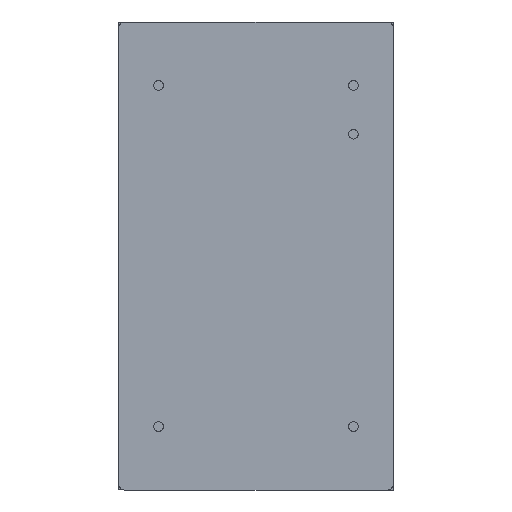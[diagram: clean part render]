
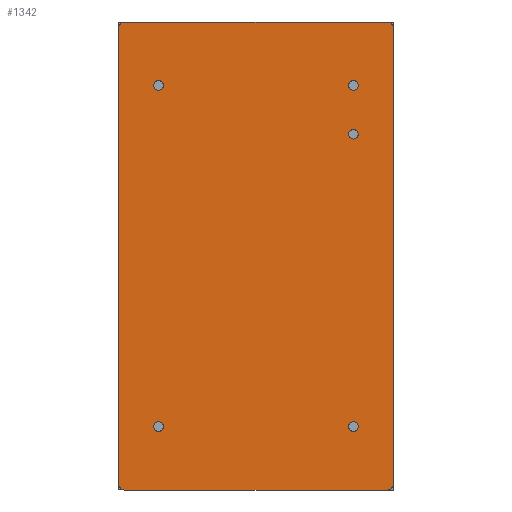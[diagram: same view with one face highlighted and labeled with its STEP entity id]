
A CAD part, front view. The second image highlights one B-rep face of the part: STEP entity #1342.
In plain terms, the highlighted planar face has unit normal (0, -1, 0).
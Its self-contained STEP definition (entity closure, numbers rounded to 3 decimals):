
#46 = DIRECTION ( 'NONE',  ( 0., 1., 0. ) ) ;
#61 = LINE ( 'NONE', #2032, #1372 ) ;
#89 = EDGE_CURVE ( 'NONE', #965, #505, #500, .T. ) ;
#96 = EDGE_CURVE ( 'NONE', #1396, #1966, #266, .T. ) ;
#98 = DIRECTION ( 'NONE',  ( 0., 1., 0. ) ) ;
#163 = DIRECTION ( 'NONE',  ( 1., 0., 0. ) ) ;
#164 = CIRCLE ( 'NONE', #382, 0.3 ) ;
#266 = LINE ( 'NONE', #2324, #2087 ) ;
#268 = AXIS2_PLACEMENT_3D ( 'NONE', #2643, #46, #465 ) ;
#299 = LINE ( 'NONE', #478, #1418 ) ;
#301 = ORIENTED_EDGE ( 'NONE', *, *, #96, .F. ) ;
#304 = CARTESIAN_POINT ( 'NONE',  ( -6.85, 0., 11.9 ) ) ;
#382 = AXIS2_PLACEMENT_3D ( 'NONE', #520, #98, #2674 ) ;
#395 = AXIS2_PLACEMENT_3D ( 'NONE', #1034, #1253, #1903 ) ;
#461 = CARTESIAN_POINT ( 'NONE',  ( 6.85, 0., 11.9 ) ) ;
#465 = DIRECTION ( 'NONE',  ( -1., 0., 0. ) ) ;
#478 = CARTESIAN_POINT ( 'NONE',  ( 7.15, 0., -12.2 ) ) ;
#500 = LINE ( 'NONE', #1905, #737 ) ;
#505 = VERTEX_POINT ( 'NONE', #1247 ) ;
#512 = ORIENTED_EDGE ( 'NONE', *, *, #89, .F. ) ;
#520 = CARTESIAN_POINT ( 'NONE',  ( 6.85, 0., -11.9 ) ) ;
#540 = ORIENTED_EDGE ( 'NONE', *, *, #2293, .F. ) ;
#571 = AXIS2_PLACEMENT_3D ( 'NONE', #461, #1127, #904 ) ;
#604 = ORIENTED_EDGE ( 'NONE', *, *, #2112, .F. ) ;
#681 = EDGE_CURVE ( 'NONE', #505, #1396, #2046, .T. ) ;
#697 = CARTESIAN_POINT ( 'NONE',  ( 6.85, 0., -12.2 ) ) ;
#699 = VERTEX_POINT ( 'NONE', #920 ) ;
#700 = DIRECTION ( 'NONE',  ( 0., 0., 1. ) ) ;
#737 = VECTOR ( 'NONE', #163, 1000. ) ;
#779 = DIRECTION ( 'NONE',  ( 0., 0., -1. ) ) ;
#789 = CARTESIAN_POINT ( 'NONE',  ( 7.15, 0., 11.9 ) ) ;
#827 = AXIS2_PLACEMENT_3D ( 'NONE', #304, #1337, #1574 ) ;
#840 = CARTESIAN_POINT ( 'NONE',  ( -6.85, 0., -12.2 ) ) ;
#850 = EDGE_CURVE ( 'NONE', #1512, #699, #61, .T. ) ;
#904 = DIRECTION ( 'NONE',  ( -1., 0., 0. ) ) ;
#906 = ORIENTED_EDGE ( 'NONE', *, *, #850, .F. ) ;
#920 = CARTESIAN_POINT ( 'NONE',  ( -7.15, 0., 11.9 ) ) ;
#965 = VERTEX_POINT ( 'NONE', #968 ) ;
#968 = CARTESIAN_POINT ( 'NONE',  ( -6.85, 0., 12.2 ) ) ;
#1034 = CARTESIAN_POINT ( 'NONE',  ( -6.85, 0., -12.2 ) ) ;
#1053 = CIRCLE ( 'NONE', #268, 0.3 ) ;
#1115 = CARTESIAN_POINT ( 'NONE',  ( -7.15, 0., -11.9 ) ) ;
#1127 = DIRECTION ( 'NONE',  ( 0., 1., 0. ) ) ;
#1213 = VERTEX_POINT ( 'NONE', #697 ) ;
#1247 = CARTESIAN_POINT ( 'NONE',  ( 6.85, 0., 12.2 ) ) ;
#1253 = DIRECTION ( 'NONE',  ( 0., -1., 0. ) ) ;
#1326 = ORIENTED_EDGE ( 'NONE', *, *, #681, .F. ) ;
#1337 = DIRECTION ( 'NONE',  ( 0., 1., 0. ) ) ;
#1342 = ADVANCED_FACE ( 'NONE', ( #1657 ), #2329, .T. ) ;
#1372 = VECTOR ( 'NONE', #700, 1000. ) ;
#1396 = VERTEX_POINT ( 'NONE', #789 ) ;
#1418 = VECTOR ( 'NONE', #2190, 1000. ) ;
#1472 = ORIENTED_EDGE ( 'NONE', *, *, #1976, .F. ) ;
#1512 = VERTEX_POINT ( 'NONE', #1115 ) ;
#1540 = CIRCLE ( 'NONE', #827, 0.3 ) ;
#1574 = DIRECTION ( 'NONE',  ( -1., 0., 0. ) ) ;
#1648 = VERTEX_POINT ( 'NONE', #840 ) ;
#1657 = FACE_OUTER_BOUND ( 'NONE', #2718, .T. ) ;
#1903 = DIRECTION ( 'NONE',  ( 0., 0., -1. ) ) ;
#1905 = CARTESIAN_POINT ( 'NONE',  ( -7.15, 0., 12.2 ) ) ;
#1966 = VERTEX_POINT ( 'NONE', #2058 ) ;
#1976 = EDGE_CURVE ( 'NONE', #699, #965, #1540, .T. ) ;
#2032 = CARTESIAN_POINT ( 'NONE',  ( -7.15, 0., -12.2 ) ) ;
#2046 = CIRCLE ( 'NONE', #571, 0.3 ) ;
#2058 = CARTESIAN_POINT ( 'NONE',  ( 7.15, 0., -11.9 ) ) ;
#2087 = VECTOR ( 'NONE', #779, 1000. ) ;
#2093 = EDGE_CURVE ( 'NONE', #1213, #1648, #299, .T. ) ;
#2112 = EDGE_CURVE ( 'NONE', #1966, #1213, #164, .T. ) ;
#2190 = DIRECTION ( 'NONE',  ( -1., 0., 0. ) ) ;
#2293 = EDGE_CURVE ( 'NONE', #1648, #1512, #1053, .T. ) ;
#2317 = ORIENTED_EDGE ( 'NONE', *, *, #2093, .F. ) ;
#2324 = CARTESIAN_POINT ( 'NONE',  ( 7.15, 0., 12.2 ) ) ;
#2329 = PLANE ( 'NONE',  #395 ) ;
#2643 = CARTESIAN_POINT ( 'NONE',  ( -6.85, 0., -11.9 ) ) ;
#2674 = DIRECTION ( 'NONE',  ( -1., 0., 0. ) ) ;
#2718 = EDGE_LOOP ( 'NONE', ( #540, #2317, #604, #301, #1326, #512, #1472, #906 ) ) ;
